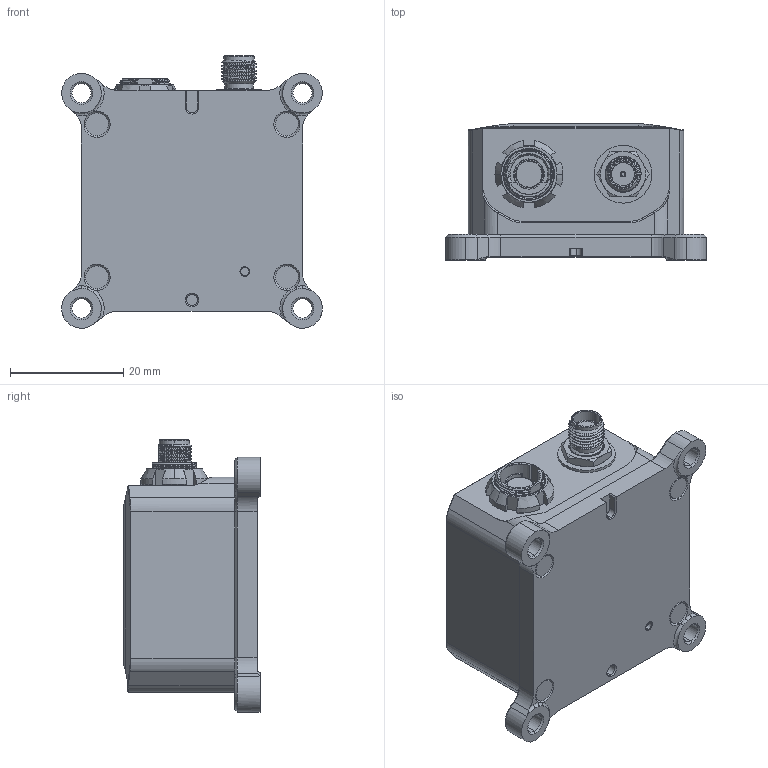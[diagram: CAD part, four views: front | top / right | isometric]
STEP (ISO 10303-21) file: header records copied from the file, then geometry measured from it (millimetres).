
FILE_DESCRIPTION (( 'STEP AP214' ), '1' );
FILE_NAME ('IGNG-N-customer2.STEP', '2014-02-14T11:08:50', ( '' ), ( '' ), 'SwSTEP 2.0', 'SolidWorks 2013', '' );
FILE_SCHEMA (( 'AUTOMOTIVE_DESIGN' ));
Length unit declared in the file: millimetre
Products named in the file (1): IGNG-N-customer2
Bounding box: 46 x 24 x 48.09 mm (x, y, z)
Surface area: 9919.7 mm2 (no closed solid volume)
Topology: 0 solids, 25 shells, 1584 faces, 4226 edges, 2724 vertices
Faces by surface type: plane 618, cylinder 439, bspline 322, cone 171, torus 34
Entity records: 87882 total; most frequent: CARTESIAN_POINT 34708, ORIENTED_EDGE 8420, DIRECTION 5737, EDGE_CURVE 4212, VERTEX_POINT 2724, AXIS2_PLACEMENT_3D 1915, VECTOR 1907, LINE 1907
